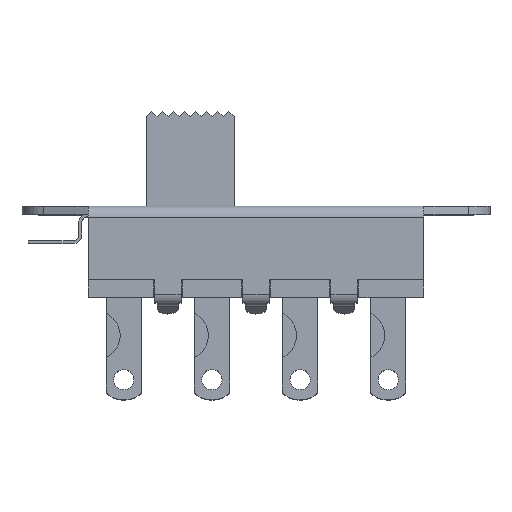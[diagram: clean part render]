
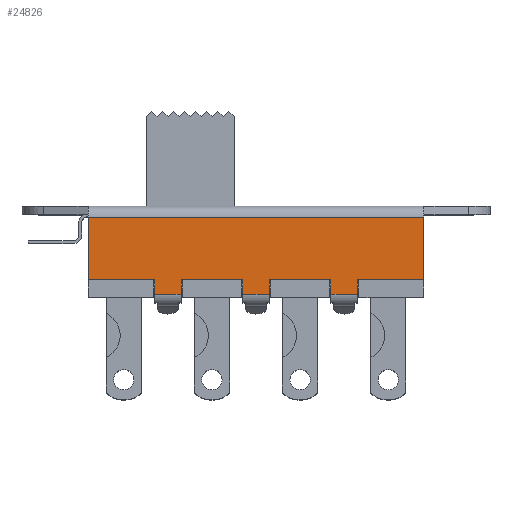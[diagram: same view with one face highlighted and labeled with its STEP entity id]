
A CAD part, top view. The second image highlights one B-rep face of the part: STEP entity #24826.
In plain terms, the highlighted planar face has unit normal (0, 0, 1).
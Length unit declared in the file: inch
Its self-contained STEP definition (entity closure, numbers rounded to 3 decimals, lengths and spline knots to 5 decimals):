
#2070=FACE_OUTER_BOUND('',#3301,.T.);
#3301=EDGE_LOOP('',(#19854,#19855,#19856,#19857,#19858,#19859,#19860,#19861,
#19862,#19863,#19864,#19865,#19866,#19867,#19868,#19869));
#5404=LINE('',#38979,#8054);
#5421=LINE('',#39028,#8071);
#5429=LINE('',#39049,#8079);
#5437=LINE('',#39066,#8087);
#5443=LINE('',#39080,#8093);
#5597=LINE('',#39477,#8247);
#5622=LINE('',#39523,#8272);
#5626=LINE('',#39538,#8276);
#5629=LINE('',#39542,#8279);
#5630=LINE('',#39543,#8280);
#5631=LINE('',#39545,#8281);
#5632=LINE('',#39547,#8282);
#5633=LINE('',#39549,#8283);
#5634=LINE('',#39550,#8284);
#5635=LINE('',#39551,#8285);
#5636=LINE('',#39552,#8286);
#8054=VECTOR('',#31801,0.3937);
#8071=VECTOR('',#31840,0.3937);
#8079=VECTOR('',#31856,0.3937);
#8087=VECTOR('',#31866,0.3937);
#8093=VECTOR('',#31876,0.3937);
#8247=VECTOR('',#32220,0.3937);
#8272=VECTOR('',#32251,0.3937);
#8276=VECTOR('',#32263,0.3937);
#8279=VECTOR('',#32268,0.3937);
#8280=VECTOR('',#32269,0.3937);
#8281=VECTOR('',#32270,0.3937);
#8282=VECTOR('',#32271,0.3937);
#8283=VECTOR('',#32272,0.3937);
#8284=VECTOR('',#32273,0.3937);
#8285=VECTOR('',#32274,0.3937);
#8286=VECTOR('',#32275,0.3937);
#10666=VERTEX_POINT('',#38976);
#10667=VERTEX_POINT('',#38978);
#10687=VERTEX_POINT('',#39025);
#10688=VERTEX_POINT('',#39027);
#10696=VERTEX_POINT('',#39046);
#10697=VERTEX_POINT('',#39048);
#10704=VERTEX_POINT('',#39063);
#10705=VERTEX_POINT('',#39065);
#10711=VERTEX_POINT('',#39078);
#10859=VERTEX_POINT('',#39475);
#10877=VERTEX_POINT('',#39522);
#10883=VERTEX_POINT('',#39535);
#10884=VERTEX_POINT('',#39537);
#10885=VERTEX_POINT('',#39544);
#10886=VERTEX_POINT('',#39546);
#10887=VERTEX_POINT('',#39548);
#13764=EDGE_CURVE('',#10667,#10666,#5404,.T.);
#13788=EDGE_CURVE('',#10688,#10687,#5421,.T.);
#13798=EDGE_CURVE('',#10696,#10697,#5429,.T.);
#13806=EDGE_CURVE('',#10704,#10705,#5437,.T.);
#13813=EDGE_CURVE('',#10696,#10711,#5443,.T.);
#14013=EDGE_CURVE('',#10859,#10711,#5597,.T.);
#14038=EDGE_CURVE('',#10667,#10877,#5622,.T.);
#14045=EDGE_CURVE('',#10884,#10883,#5626,.T.);
#14048=EDGE_CURVE('',#10884,#10666,#5629,.T.);
#14049=EDGE_CURVE('',#10688,#10883,#5630,.T.);
#14050=EDGE_CURVE('',#10885,#10687,#5631,.T.);
#14051=EDGE_CURVE('',#10886,#10885,#5632,.T.);
#14052=EDGE_CURVE('',#10886,#10887,#5633,.T.);
#14053=EDGE_CURVE('',#10697,#10887,#5634,.T.);
#14054=EDGE_CURVE('',#10859,#10705,#5635,.T.);
#14055=EDGE_CURVE('',#10704,#10877,#5636,.T.);
#19854=ORIENTED_EDGE('',*,*,#14038,.F.);
#19855=ORIENTED_EDGE('',*,*,#13764,.T.);
#19856=ORIENTED_EDGE('',*,*,#14048,.F.);
#19857=ORIENTED_EDGE('',*,*,#14045,.T.);
#19858=ORIENTED_EDGE('',*,*,#14049,.F.);
#19859=ORIENTED_EDGE('',*,*,#13788,.T.);
#19860=ORIENTED_EDGE('',*,*,#14050,.F.);
#19861=ORIENTED_EDGE('',*,*,#14051,.F.);
#19862=ORIENTED_EDGE('',*,*,#14052,.T.);
#19863=ORIENTED_EDGE('',*,*,#14053,.F.);
#19864=ORIENTED_EDGE('',*,*,#13798,.F.);
#19865=ORIENTED_EDGE('',*,*,#13813,.T.);
#19866=ORIENTED_EDGE('',*,*,#14013,.F.);
#19867=ORIENTED_EDGE('',*,*,#14054,.T.);
#19868=ORIENTED_EDGE('',*,*,#13806,.F.);
#19869=ORIENTED_EDGE('',*,*,#14055,.T.);
#22495=PLANE('',#26750);
#24826=ADVANCED_FACE('',(#2070),#22495,.T.);
#26750=AXIS2_PLACEMENT_3D('',#39541,#32266,#32267);
#31801=DIRECTION('',(0.,1.,0.));
#31840=DIRECTION('',(0.,1.,0.));
#31856=DIRECTION('',(-1.,0.,0.));
#31866=DIRECTION('',(-1.,0.,0.));
#31876=DIRECTION('',(0.,-1.,0.));
#32220=DIRECTION('',(-1.,0.,0.));
#32251=DIRECTION('',(-1.,0.,0.));
#32263=DIRECTION('',(0.,-1.,0.));
#32266=DIRECTION('center_axis',(0.,0.,
1.));
#32267=DIRECTION('ref_axis',(1.,0.,0.));
#32268=DIRECTION('',(-1.,0.,0.));
#32269=DIRECTION('',(-1.,0.,0.));
#32270=DIRECTION('',(-1.,0.,0.));
#32271=DIRECTION('',(0.,-1.,0.));
#32272=DIRECTION('',(-1.,0.,0.));
#32273=DIRECTION('',(0.,1.,0.));
#32274=DIRECTION('',(0.,1.,0.));
#32275=DIRECTION('',(0.,-1.,0.));
#38976=CARTESIAN_POINT('',(0.04688,0.03091,0.39028));
#38978=CARTESIAN_POINT('',(0.04688,-0.02109,0.39028));
#38979=CARTESIAN_POINT('',(0.04688,-0.02909,0.39028));
#39025=CARTESIAN_POINT('',(0.35888,0.03091,0.39028));
#39027=CARTESIAN_POINT('',(0.35888,-0.02109,0.39028));
#39028=CARTESIAN_POINT('',(0.35888,-0.02909,0.39028));
#39046=CARTESIAN_POINT('',(-0.35912,0.03091,0.39028));
#39048=CARTESIAN_POINT('',(-0.59412,0.03091,0.39028));
#39049=CARTESIAN_POINT('',(0.59388,0.03091,0.39028));
#39063=CARTESIAN_POINT('',(-0.04712,0.03091,0.39028));
#39065=CARTESIAN_POINT('',(-0.26512,0.03091,0.39028));
#39066=CARTESIAN_POINT('',(0.59388,0.03091,0.39028));
#39078=CARTESIAN_POINT('',(-0.35912,-0.02109,0.39028));
#39080=CARTESIAN_POINT('',(-0.35912,0.03091,0.39028));
#39475=CARTESIAN_POINT('',(-0.26512,-0.02109,0.39028));
#39477=CARTESIAN_POINT('',(-0.00012,-0.02109,0.39028));
#39522=CARTESIAN_POINT('',(-0.04712,-0.02109,0.39028));
#39523=CARTESIAN_POINT('',(-0.00012,-0.02109,0.39028));
#39535=CARTESIAN_POINT('',(0.26488,-0.02109,0.39028));
#39537=CARTESIAN_POINT('',(0.26488,0.03091,0.39028));
#39538=CARTESIAN_POINT('',(0.26488,0.03091,0.39028));
#39541=CARTESIAN_POINT('Origin',(-0.00012,0.61646,
0.39028));
#39542=CARTESIAN_POINT('',(0.59388,0.03091,0.39028));
#39543=CARTESIAN_POINT('',(-0.00012,-0.02109,0.39028));
#39544=CARTESIAN_POINT('',(0.59388,0.03091,0.39028));
#39545=CARTESIAN_POINT('',(0.59388,0.03091,0.39028));
#39546=CARTESIAN_POINT('',(0.59388,0.25126,0.39028));
#39547=CARTESIAN_POINT('',(0.59388,0.26791,0.39028));
#39548=CARTESIAN_POINT('',(-0.59412,0.25126,0.39028));
#39549=CARTESIAN_POINT('',(-0.00012,0.25126,0.39028));
#39550=CARTESIAN_POINT('',(-0.59412,0.03091,0.39028));
#39551=CARTESIAN_POINT('',(-0.26512,-0.02909,0.39028));
#39552=CARTESIAN_POINT('',(-0.04712,0.03091,0.39028));
